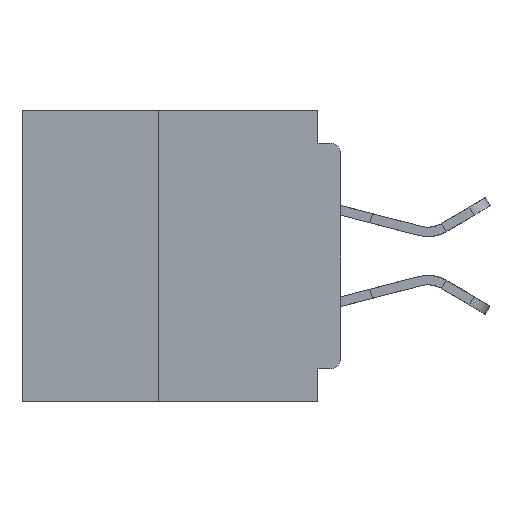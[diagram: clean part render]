
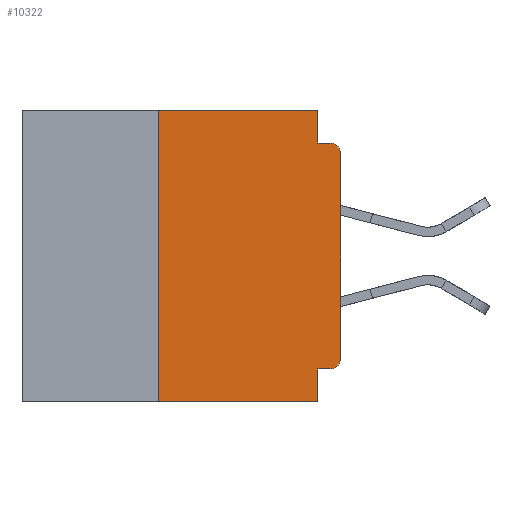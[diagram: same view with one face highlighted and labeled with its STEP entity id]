
A CAD part, left-side view. The second image highlights one B-rep face of the part: STEP entity #10322.
In plain terms, the highlighted planar face has unit normal (-1, 0, 0).
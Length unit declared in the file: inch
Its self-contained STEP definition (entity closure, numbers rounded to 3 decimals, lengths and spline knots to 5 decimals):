
#221 = DIRECTION ( 'NONE',  ( 0., -1., 0. ) ) ;
#351 = CARTESIAN_POINT ( 'NONE',  ( 0., 0.031, -0.4 ) ) ;
#701 = DIRECTION ( 'NONE',  ( 0., -1., 0. ) ) ;
#2517 = EDGE_CURVE ( 'NONE', #14961, #20202, #13167, .T. ) ;
#2565 = CARTESIAN_POINT ( 'NONE',  ( 0., 0.015, -0.355 ) ) ;
#3721 = VECTOR ( 'NONE', #36250, 39.37008 ) ;
#4531 = CARTESIAN_POINT ( 'NONE',  ( 0., 0., 0. ) ) ;
#5089 = LINE ( 'NONE', #26190, #41129 ) ;
#5182 = DIRECTION ( 'NONE',  ( 0., 0., -1. ) ) ;
#6154 = VECTOR ( 'NONE', #25551, 39.37008 ) ;
#6677 = AXIS2_PLACEMENT_3D ( 'NONE', #10069, #34466, #13623 ) ;
#8586 = EDGE_LOOP ( 'NONE', ( #28132, #44257, #26553, #23057, #24521, #26864, #36339, #32482, #30431, #20456 ) ) ;
#9549 = DIRECTION ( 'NONE',  ( 0., 0., 1. ) ) ;
#9600 = CARTESIAN_POINT ( 'NONE',  ( 0., 0.031, -0.045 ) ) ;
#10069 = CARTESIAN_POINT ( 'NONE',  ( 0., 0.015, -0.34 ) ) ;
#10130 = CARTESIAN_POINT ( 'NONE',  ( 0., 0.031, -0.355 ) ) ;
#10322 = ADVANCED_FACE ( 'NONE', ( #31931 ), #16110, .F. ) ;
#10581 = CARTESIAN_POINT ( 'NONE',  ( 0., 0.25, 0. ) ) ;
#11791 = LINE ( 'NONE', #19286, #19984 ) ;
#11976 = CARTESIAN_POINT ( 'NONE',  ( 0., 0.031, -0.4 ) ) ;
#13167 = LINE ( 'NONE', #34336, #3721 ) ;
#13623 = DIRECTION ( 'NONE',  ( 0., 0., -1. ) ) ;
#14248 = AXIS2_PLACEMENT_3D ( 'NONE', #16582, #40872, #20077 ) ;
#14961 = VERTEX_POINT ( 'NONE', #2565 ) ;
#15117 = CARTESIAN_POINT ( 'NONE',  ( 0., 0., -0.06 ) ) ;
#16110 = PLANE ( 'NONE',  #29656 ) ;
#16334 = CARTESIAN_POINT ( 'NONE',  ( 0., 0.031, 0. ) ) ;
#16582 = CARTESIAN_POINT ( 'NONE',  ( 0., 0.015, -0.06 ) ) ;
#18128 = EDGE_CURVE ( 'NONE', #20202, #19765, #26646, .T. ) ;
#18855 = DIRECTION ( 'NONE',  ( 0., 0., -1. ) ) ;
#19286 = CARTESIAN_POINT ( 'NONE',  ( 0., 0., -0.045 ) ) ;
#19595 = DIRECTION ( 'NONE',  ( 0., 0., -1. ) ) ;
#19765 = VERTEX_POINT ( 'NONE', #351 ) ;
#19984 = VECTOR ( 'NONE', #33290, 39.37008 ) ;
#20077 = DIRECTION ( 'NONE',  ( 0., 0., -1. ) ) ;
#20202 = VERTEX_POINT ( 'NONE', #10130 ) ;
#20456 = ORIENTED_EDGE ( 'NONE', *, *, #24638, .T. ) ;
#21363 = CARTESIAN_POINT ( 'NONE',  ( 0., 0.437, -0.4 ) ) ;
#21854 = CARTESIAN_POINT ( 'NONE',  ( 0., 0.437, 0. ) ) ;
#22487 = LINE ( 'NONE', #33969, #30689 ) ;
#22816 = EDGE_CURVE ( 'NONE', #31995, #24572, #5089, .T. ) ;
#23057 = ORIENTED_EDGE ( 'NONE', *, *, #22816, .F. ) ;
#23190 = VECTOR ( 'NONE', #701, 39.37008 ) ;
#24521 = ORIENTED_EDGE ( 'NONE', *, *, #31754, .F. ) ;
#24572 = VERTEX_POINT ( 'NONE', #9600 ) ;
#24638 = EDGE_CURVE ( 'NONE', #14961, #40566, #29110, .T. ) ;
#24773 = LINE ( 'NONE', #4531, #6154 ) ;
#25241 = EDGE_CURVE ( 'NONE', #44058, #30979, #22487, .T. ) ;
#25547 = VECTOR ( 'NONE', #18855, 39.37008 ) ;
#25551 = DIRECTION ( 'NONE',  ( 0., 0., 1. ) ) ;
#26190 = CARTESIAN_POINT ( 'NONE',  ( 0., 0.031, 0. ) ) ;
#26553 = ORIENTED_EDGE ( 'NONE', *, *, #34196, .F. ) ;
#26646 = LINE ( 'NONE', #11976, #25547 ) ;
#26864 = ORIENTED_EDGE ( 'NONE', *, *, #25241, .F. ) ;
#28132 = ORIENTED_EDGE ( 'NONE', *, *, #43129, .T. ) ;
#29110 = CIRCLE ( 'NONE', #6677, 0.015 ) ;
#29656 = AXIS2_PLACEMENT_3D ( 'NONE', #29959, #40417, #19595 ) ;
#29959 = CARTESIAN_POINT ( 'NONE',  ( 0., 0.437, 0. ) ) ;
#29994 = LINE ( 'NONE', #21363, #40305 ) ;
#30431 = ORIENTED_EDGE ( 'NONE', *, *, #2517, .F. ) ;
#30689 = VECTOR ( 'NONE', #9549, 39.37008 ) ;
#30979 = VERTEX_POINT ( 'NONE', #10581 ) ;
#31754 = EDGE_CURVE ( 'NONE', #30979, #31995, #40592, .T. ) ;
#31931 = FACE_OUTER_BOUND ( 'NONE', #8586, .T. ) ;
#31995 = VERTEX_POINT ( 'NONE', #16334 ) ;
#32482 = ORIENTED_EDGE ( 'NONE', *, *, #18128, .F. ) ;
#33114 = CIRCLE ( 'NONE', #14248, 0.015 ) ;
#33290 = DIRECTION ( 'NONE',  ( 0., -1., 0. ) ) ;
#33969 = CARTESIAN_POINT ( 'NONE',  ( 0., 0.25, -0.4 ) ) ;
#34196 = EDGE_CURVE ( 'NONE', #24572, #39996, #11791, .T. ) ;
#34336 = CARTESIAN_POINT ( 'NONE',  ( 0., 0., -0.355 ) ) ;
#34466 = DIRECTION ( 'NONE',  ( -1., 0., 0. ) ) ;
#35191 = VERTEX_POINT ( 'NONE', #15117 ) ;
#36250 = DIRECTION ( 'NONE',  ( 0., 1., 0. ) ) ;
#36286 = CARTESIAN_POINT ( 'NONE',  ( 0., 0., -0.34 ) ) ;
#36339 = ORIENTED_EDGE ( 'NONE', *, *, #37588, .T. ) ;
#37588 = EDGE_CURVE ( 'NONE', #44058, #19765, #29994, .T. ) ;
#39996 = VERTEX_POINT ( 'NONE', #40257 ) ;
#40257 = CARTESIAN_POINT ( 'NONE',  ( 0., 0.015, -0.045 ) ) ;
#40305 = VECTOR ( 'NONE', #221, 39.37008 ) ;
#40417 = DIRECTION ( 'NONE',  ( 1., 0., 0. ) ) ;
#40566 = VERTEX_POINT ( 'NONE', #36286 ) ;
#40592 = LINE ( 'NONE', #21854, #23190 ) ;
#40872 = DIRECTION ( 'NONE',  ( -1., 0., 0. ) ) ;
#40953 = CARTESIAN_POINT ( 'NONE',  ( 0., 0.25, -0.4 ) ) ;
#41129 = VECTOR ( 'NONE', #5182, 39.37008 ) ;
#41352 = EDGE_CURVE ( 'NONE', #35191, #39996, #33114, .T. ) ;
#43129 = EDGE_CURVE ( 'NONE', #40566, #35191, #24773, .T. ) ;
#44058 = VERTEX_POINT ( 'NONE', #40953 ) ;
#44257 = ORIENTED_EDGE ( 'NONE', *, *, #41352, .T. ) ;
